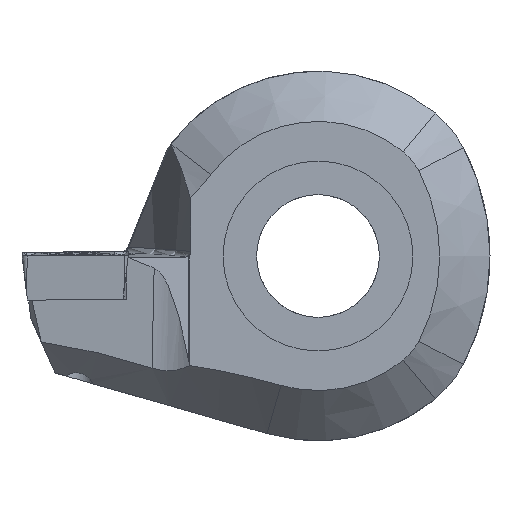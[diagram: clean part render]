
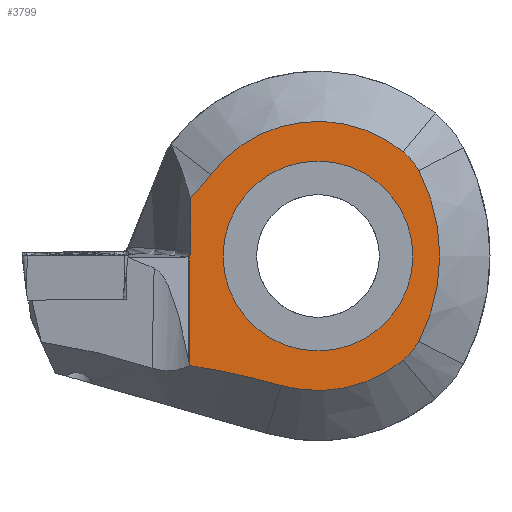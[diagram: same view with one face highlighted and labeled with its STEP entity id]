
A CAD part, left-side view. The second image highlights one B-rep face of the part: STEP entity #3799.
In plain terms, the highlighted planar face has unit normal (-1, 0, 0).
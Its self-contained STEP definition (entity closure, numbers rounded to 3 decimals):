
#76 = CARTESIAN_POINT ( 'NONE',  ( -10., -4.151, 5.067 ) ) ;
#83 = EDGE_CURVE ( 'NONE', #2229, #2501, #3649, .T. ) ;
#128 = CIRCLE ( 'NONE', #3595, 12.05 ) ;
#156 = PLANE ( 'NONE',  #1282 ) ;
#173 = CIRCLE ( 'NONE', #455, 17.223 ) ;
#225 = ORIENTED_EDGE ( 'NONE', *, *, #2635, .T. ) ;
#229 = AXIS2_PLACEMENT_3D ( 'NONE', #3327, #2074, #1749 ) ;
#270 = CARTESIAN_POINT ( 'NONE',  ( -10., 11.5, -16.55 ) ) ;
#439 = CARTESIAN_POINT ( 'NONE',  ( -10., 11.493, -9.747 ) ) ;
#455 = AXIS2_PLACEMENT_3D ( 'NONE', #2201, #3136, #625 ) ;
#476 = CARTESIAN_POINT ( 'NONE',  ( -10., 11.434, 5.238 ) ) ;
#524 = VERTEX_POINT ( 'NONE', #805 ) ;
#545 = ORIENTED_EDGE ( 'NONE', *, *, #2439, .F. ) ;
#594 = CARTESIAN_POINT ( 'NONE',  ( -10., -7.636, 9.322 ) ) ;
#625 = DIRECTION ( 'NONE',  ( 0., 1., 0. ) ) ;
#680 = B_SPLINE_CURVE_WITH_KNOTS ( 'NONE', 3,
 ( #778, #2977, #1491, #2750 ),
 .UNSPECIFIED., .F., .F.,
 ( 4, 4 ),
 ( 0., 0. ),
 .UNSPECIFIED. ) ;
#685 = DIRECTION ( 'NONE',  ( 0., 1., 0. ) ) ;
#778 = CARTESIAN_POINT ( 'NONE',  ( -10., 11.387, 0.407 ) ) ;
#805 = CARTESIAN_POINT ( 'NONE',  ( -10., 11.5, 0.091 ) ) ;
#840 = ORIENTED_EDGE ( 'NONE', *, *, #2385, .T. ) ;
#888 = VERTEX_POINT ( 'NONE', #3706 ) ;
#962 = VERTEX_POINT ( 'NONE', #2293 ) ;
#1007 = CARTESIAN_POINT ( 'NONE',  ( -10., 11.5, -9.717 ) ) ;
#1019 = DIRECTION ( 'NONE',  ( 0., 1., 0. ) ) ;
#1040 = CIRCLE ( 'NONE', #229, 64.5 ) ;
#1097 = CARTESIAN_POINT ( 'NONE',  ( -10., 11.387, 0.407 ) ) ;
#1113 = CARTESIAN_POINT ( 'NONE',  ( -10., 11.5, -16.55 ) ) ;
#1116 = DIRECTION ( 'NONE',  ( 1., 0., 0. ) ) ;
#1168 = ORIENTED_EDGE ( 'NONE', *, *, #3134, .F. ) ;
#1183 = EDGE_CURVE ( 'NONE', #962, #2229, #3966, .T. ) ;
#1254 = CARTESIAN_POINT ( 'NONE',  ( -10., 11.434, 5.238 ) ) ;
#1282 = AXIS2_PLACEMENT_3D ( 'NONE', #1113, #2630, #2340 ) ;
#1347 = CARTESIAN_POINT ( 'NONE',  ( -10., 3.321, -11.583 ) ) ;
#1361 = CARTESIAN_POINT ( 'NONE',  ( -10., -9.02, 7.624 ) ) ;
#1372 = EDGE_CURVE ( 'NONE', #1664, #2397, #1674, .T. ) ;
#1396 = EDGE_CURVE ( 'NONE', #3311, #3302, #2104, .T. ) ;
#1424 = CARTESIAN_POINT ( 'NONE',  ( -10., 11.478, -9.806 ) ) ;
#1491 = CARTESIAN_POINT ( 'NONE',  ( -10., 11.426, 0.18 ) ) ;
#1517 = ORIENTED_EDGE ( 'NONE', *, *, #1372, .T. ) ;
#1567 = VERTEX_POINT ( 'NONE', #1347 ) ;
#1582 = CIRCLE ( 'NONE', #3206, 8.5 ) ;
#1613 = VERTEX_POINT ( 'NONE', #2559 ) ;
#1664 = VERTEX_POINT ( 'NONE', #1007 ) ;
#1674 =( BOUNDED_CURVE ( )  B_SPLINE_CURVE ( 3, ( #2327, #439, #3845, #1424 ),
 .UNSPECIFIED., .F., .F. ) 
 B_SPLINE_CURVE_WITH_KNOTS ( ( 4, 4 ),
 ( 0.518, 0.524 ),
 .UNSPECIFIED. ) 
 CURVE ( )  GEOMETRIC_REPRESENTATION_ITEM ( )  RATIONAL_B_SPLINE_CURVE ( ( 1., 1., 1., 1. ) ) 
 REPRESENTATION_ITEM ( '' )  );
#1749 = DIRECTION ( 'NONE',  ( 0., 1., 0. ) ) ;
#1874 = CIRCLE ( 'NONE', #2039, 12.05 ) ;
#1879 = ORIENTED_EDGE ( 'NONE', *, *, #1183, .T. ) ;
#1914 = ORIENTED_EDGE ( 'NONE', *, *, #3009, .F. ) ;
#2039 = AXIS2_PLACEMENT_3D ( 'NONE', #2932, #2331, #2346 ) ;
#2074 = DIRECTION ( 'NONE',  ( -1., 0., 0. ) ) ;
#2092 = AXIS2_PLACEMENT_3D ( 'NONE', #3594, #2682, #2437 ) ;
#2104 =( BOUNDED_CURVE ( )  B_SPLINE_CURVE ( 3, ( #1097, #3276, #2358, #476 ),
 .UNSPECIFIED., .F., .F. ) 
 B_SPLINE_CURVE_WITH_KNOTS ( ( 4, 4 ),
 ( 1.839, 1.844 ),
 .UNSPECIFIED. ) 
 CURVE ( )  GEOMETRIC_REPRESENTATION_ITEM ( )  RATIONAL_B_SPLINE_CURVE ( ( 1., 1., 1., 1. ) ) 
 REPRESENTATION_ITEM ( '' )  );
#2165 = CARTESIAN_POINT ( 'NONE',  ( -10., -4.151, -5.067 ) ) ;
#2168 = AXIS2_PLACEMENT_3D ( 'NONE', #2165, #2745, #3102 ) ;
#2198 = EDGE_LOOP ( 'NONE', ( #225, #3476, #3653, #840, #545, #1517, #1914, #3323, #1168, #1879, #3297 ) ) ;
#2201 = CARTESIAN_POINT ( 'NONE',  ( -10., 23.298, 17.723 ) ) ;
#2229 = VERTEX_POINT ( 'NONE', #1361 ) ;
#2293 = CARTESIAN_POINT ( 'NONE',  ( -10., -9.02, -7.624 ) ) ;
#2327 = CARTESIAN_POINT ( 'NONE',  ( -10., 11.5, -9.717 ) ) ;
#2331 = DIRECTION ( 'NONE',  ( 1., 0., 0. ) ) ;
#2340 = DIRECTION ( 'NONE',  ( 0., 1., 0. ) ) ;
#2346 = DIRECTION ( 'NONE',  ( 0., 1., 0. ) ) ;
#2358 = CARTESIAN_POINT ( 'NONE',  ( -10., 11.418, 3.629 ) ) ;
#2385 = EDGE_CURVE ( 'NONE', #3311, #524, #680, .T. ) ;
#2397 = VERTEX_POINT ( 'NONE', #3655 ) ;
#2437 = DIRECTION ( 'NONE',  ( 0., 1., 0. ) ) ;
#2439 = EDGE_CURVE ( 'NONE', #1664, #524, #3917, .T. ) ;
#2501 = VERTEX_POINT ( 'NONE', #594 ) ;
#2557 = CARTESIAN_POINT ( 'NONE',  ( -10., 9.591, 7.296 ) ) ;
#2559 = CARTESIAN_POINT ( 'NONE',  ( -10., -7.636, -9.322 ) ) ;
#2565 = DIRECTION ( 'NONE',  ( -1., 0., 0. ) ) ;
#2630 = DIRECTION ( 'NONE',  ( 1., 0., 0. ) ) ;
#2635 = EDGE_CURVE ( 'NONE', #2501, #3438, #128, .T. ) ;
#2682 = DIRECTION ( 'NONE',  ( -1., 0., 0. ) ) ;
#2745 = DIRECTION ( 'NONE',  ( 1., 0., 0. ) ) ;
#2750 = CARTESIAN_POINT ( 'NONE',  ( -10., 11.5, 0.091 ) ) ;
#2836 = CARTESIAN_POINT ( 'NONE',  ( -10., 0., 0. ) ) ;
#2900 = FACE_OUTER_BOUND ( 'NONE', #2198, .T. ) ;
#2930 = EDGE_CURVE ( 'NONE', #1613, #1567, #1874, .T. ) ;
#2932 = CARTESIAN_POINT ( 'NONE',  ( -10., 0., 0. ) ) ;
#2955 = EDGE_LOOP ( 'NONE', ( #3807 ) ) ;
#2977 = CARTESIAN_POINT ( 'NONE',  ( -10., 11.386, 0.291 ) ) ;
#3009 = EDGE_CURVE ( 'NONE', #1567, #2397, #1040, .T. ) ;
#3021 = EDGE_CURVE ( 'NONE', #888, #888, #1582, .T. ) ;
#3024 = DIRECTION ( 'NONE',  ( 0., 1., 0. ) ) ;
#3102 = DIRECTION ( 'NONE',  ( 0., 1., 0. ) ) ;
#3134 = EDGE_CURVE ( 'NONE', #962, #1613, #3810, .T. ) ;
#3136 = DIRECTION ( 'NONE',  ( 1., 0., 0. ) ) ;
#3206 = AXIS2_PLACEMENT_3D ( 'NONE', #3932, #1116, #3024 ) ;
#3251 = EDGE_CURVE ( 'NONE', #3438, #3302, #173, .T. ) ;
#3276 = CARTESIAN_POINT ( 'NONE',  ( -10., 11.402, 2.019 ) ) ;
#3297 = ORIENTED_EDGE ( 'NONE', *, *, #83, .T. ) ;
#3302 = VERTEX_POINT ( 'NONE', #1254 ) ;
#3311 = VERTEX_POINT ( 'NONE', #3749 ) ;
#3323 = ORIENTED_EDGE ( 'NONE', *, *, #2930, .F. ) ;
#3327 = CARTESIAN_POINT ( 'NONE',  ( -10., 21.1, -73.585 ) ) ;
#3433 = FACE_BOUND ( 'NONE', #2955, .T. ) ;
#3438 = VERTEX_POINT ( 'NONE', #2557 ) ;
#3476 = ORIENTED_EDGE ( 'NONE', *, *, #3251, .T. ) ;
#3496 = DIRECTION ( 'NONE',  ( -1., 0., 0. ) ) ;
#3594 = CARTESIAN_POINT ( 'NONE',  ( -10., 5.5, 0. ) ) ;
#3595 = AXIS2_PLACEMENT_3D ( 'NONE', #2836, #3496, #1019 ) ;
#3649 = CIRCLE ( 'NONE', #3965, 5.5 ) ;
#3653 = ORIENTED_EDGE ( 'NONE', *, *, #1396, .F. ) ;
#3655 = CARTESIAN_POINT ( 'NONE',  ( -10., 11.478, -9.806 ) ) ;
#3706 = CARTESIAN_POINT ( 'NONE',  ( -10., 8.5, 0. ) ) ;
#3719 = VECTOR ( 'NONE', #3957, 1000. ) ;
#3749 = CARTESIAN_POINT ( 'NONE',  ( -10., 11.387, 0.407 ) ) ;
#3799 = ADVANCED_FACE ( 'NONE', ( #3433, #2900 ), #156, .F. ) ;
#3807 = ORIENTED_EDGE ( 'NONE', *, *, #3021, .T. ) ;
#3810 = CIRCLE ( 'NONE', #2168, 5.5 ) ;
#3845 = CARTESIAN_POINT ( 'NONE',  ( -10., 11.485, -9.776 ) ) ;
#3917 = LINE ( 'NONE', #270, #3719 ) ;
#3932 = CARTESIAN_POINT ( 'NONE',  ( -10., 0., 0. ) ) ;
#3957 = DIRECTION ( 'NONE',  ( 0., 0., 1. ) ) ;
#3965 = AXIS2_PLACEMENT_3D ( 'NONE', #76, #2565, #685 ) ;
#3966 = CIRCLE ( 'NONE', #2092, 16.4 ) ;
